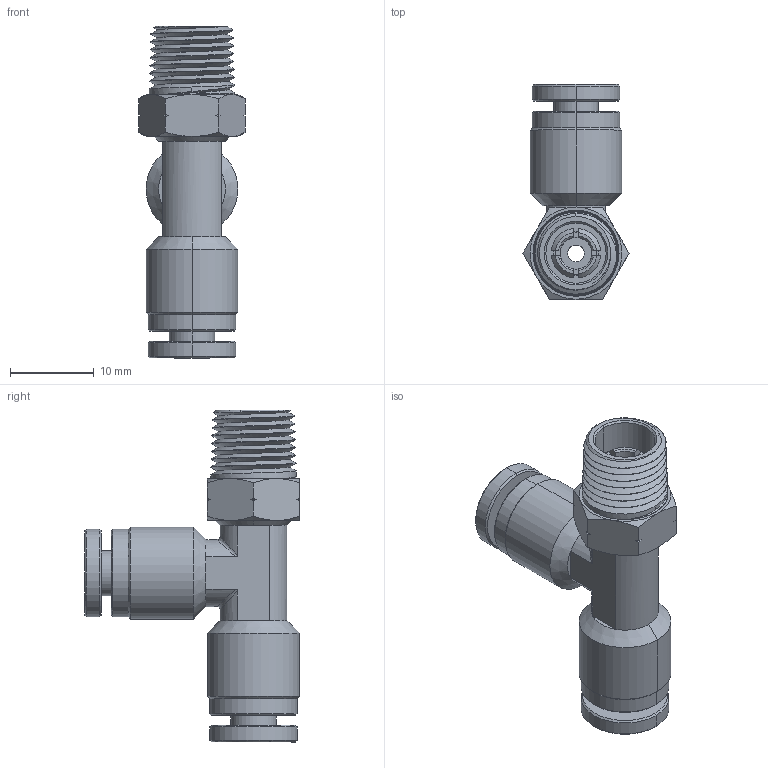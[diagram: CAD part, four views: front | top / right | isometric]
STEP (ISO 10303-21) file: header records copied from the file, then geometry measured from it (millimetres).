
FILE_DESCRIPTION (( 'STEP AP214' ), '1' );
FILE_NAME ('RTS1-8N1-8W.STEP', '2018-07-26T16:51:03', ( '' ), ( '' ), 'SwSTEP 2.0', 'SolidWorks 2016', '' );
FILE_SCHEMA (( 'AUTOMOTIVE_DESIGN' ));
Length unit declared in the file: millimetre
Products named in the file (1): RTS1-8N1-8W
Bounding box: 12.7 x 25.7 x 39.7 mm (x, y, z)
Volume: 3158.8 mm3; surface area: 5715.1 mm2
Topology: 12 solids, 12 shells, 744 faces, 1989 edges, 1283 vertices
Faces by surface type: plane 254, cone 252, cylinder 142, bspline 92, torus 4
Entity records: 36838 total; most frequent: CARTESIAN_POINT 11258, ORIENTED_EDGE 3978, DIRECTION 3166, EDGE_CURVE 1989, AXIS2_PLACEMENT_3D 1293, VERTEX_POINT 1283, EDGE_LOOP 784, UNCERTAINTY_MEASURE_WITH_UNIT 758
